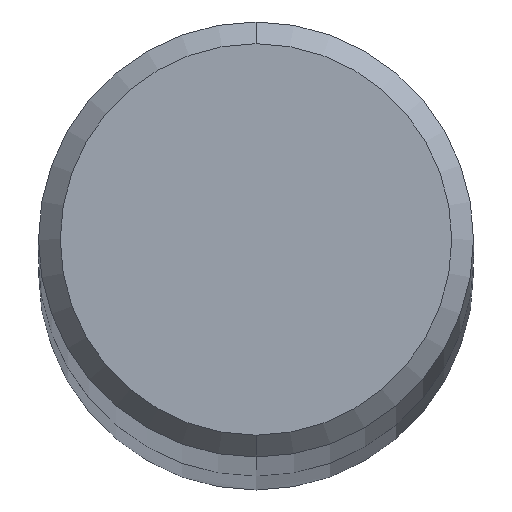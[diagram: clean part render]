
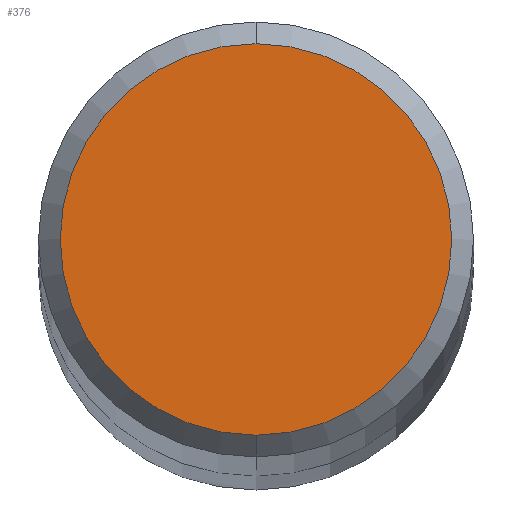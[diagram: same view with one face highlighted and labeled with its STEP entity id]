
A CAD part, top view. The second image highlights one B-rep face of the part: STEP entity #376.
In plain terms, the highlighted planar face has unit normal (0, 0, 1).
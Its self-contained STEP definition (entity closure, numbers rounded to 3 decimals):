
#192=VERTEX_POINT('',#468);
#214=VERTEX_POINT('',#494);
#234=EDGE_CURVE('',#192,#214,#516,.T.);
#366=EDGE_CURVE('',#214,#192,#660,.T.);
#376=ADVANCED_FACE('',(#672),#673,.T.);
#468=CARTESIAN_POINT('',(0.0,0.72,38.0));
#494=CARTESIAN_POINT('',(0.,-0.72,38.0));
#516=CIRCLE('',#901,0.72);
#660=CIRCLE('',#1240,0.72);
#672=FACE_OUTER_BOUND('',#1256,.T.);
#673=PLANE('',#1257);
#901=AXIS2_PLACEMENT_3D('',#1428,#1429,#1430);
#1240=AXIS2_PLACEMENT_3D('',#1583,#1584,#1585);
#1256=EDGE_LOOP('',(#1606,#1607));
#1257=AXIS2_PLACEMENT_3D('',#1608,#1609,#1610);
#1428=CARTESIAN_POINT('',(0.0,0.0,38.0));
#1429=DIRECTION('',(0.0,0.0,-1.0));
#1430=DIRECTION('',(0.0,1.0,0.0));
#1583=CARTESIAN_POINT('',(0.0,0.0,38.0));
#1584=DIRECTION('',(0.0,0.0,-1.0));
#1585=DIRECTION('',(0.0,1.0,0.0));
#1606=ORIENTED_EDGE('',*,*,#234,.F.);
#1607=ORIENTED_EDGE('',*,*,#366,.F.);
#1608=CARTESIAN_POINT('',(0.0,0.36,38.0));
#1609=DIRECTION('',(0.0,0.0,1.0));
#1610=DIRECTION('',(0.0,-1.0,0.0));
